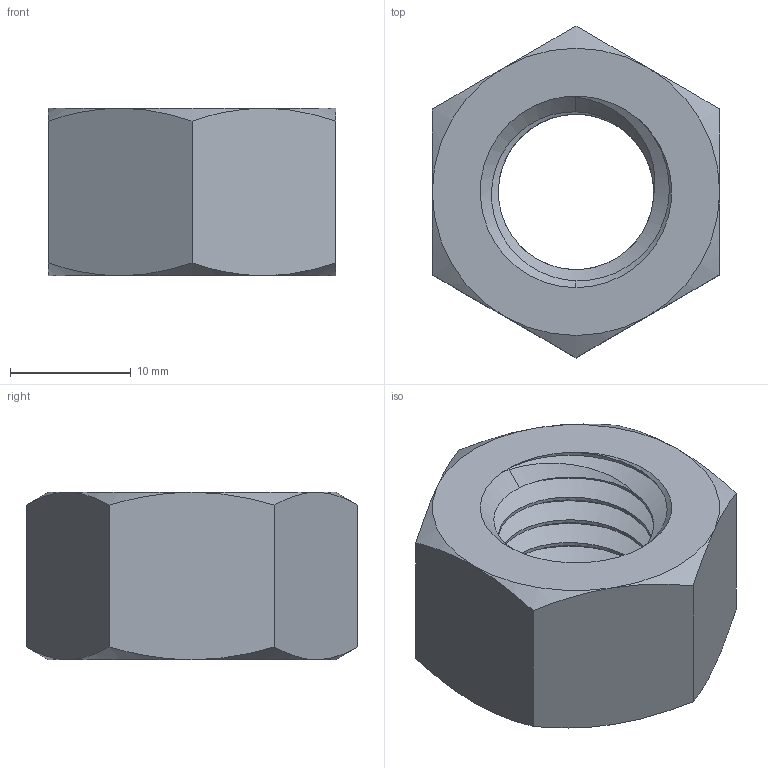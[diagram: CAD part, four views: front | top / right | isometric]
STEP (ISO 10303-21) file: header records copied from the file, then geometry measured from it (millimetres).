
FILE_DESCRIPTION (( 'STEP AP203' ), '1' );
FILE_NAME ('91845A325.step', '2015-01-09T22:18:42', ( '' ), ( '' ), 'SwSTEP 2.0', 'SolidWorks 2010', '' );
FILE_SCHEMA (( 'CONFIG_CONTROL_DESIGN' ));
Length unit declared in the file: inch
Products named in the file (1): 91845A325
Bounding box: 23.81 x 27.5 x 13.89 mm (x, y, z)
Volume: 4489.8 mm3; surface area: 2768.9 mm2
Topology: 1 solids, 1 shells, 42 faces, 104 edges, 64 vertices
Faces by surface type: cone 18, cylinder 13, plane 8, bspline 3
Entity records: 4592 total; most frequent: CARTESIAN_POINT 3657, ORIENTED_EDGE 208, DIRECTION 138, EDGE_CURVE 104, VERTEX_POINT 64, AXIS2_PLACEMENT_3D 58, B_SPLINE_CURVE_WITH_KNOTS 49, EDGE_LOOP 44
